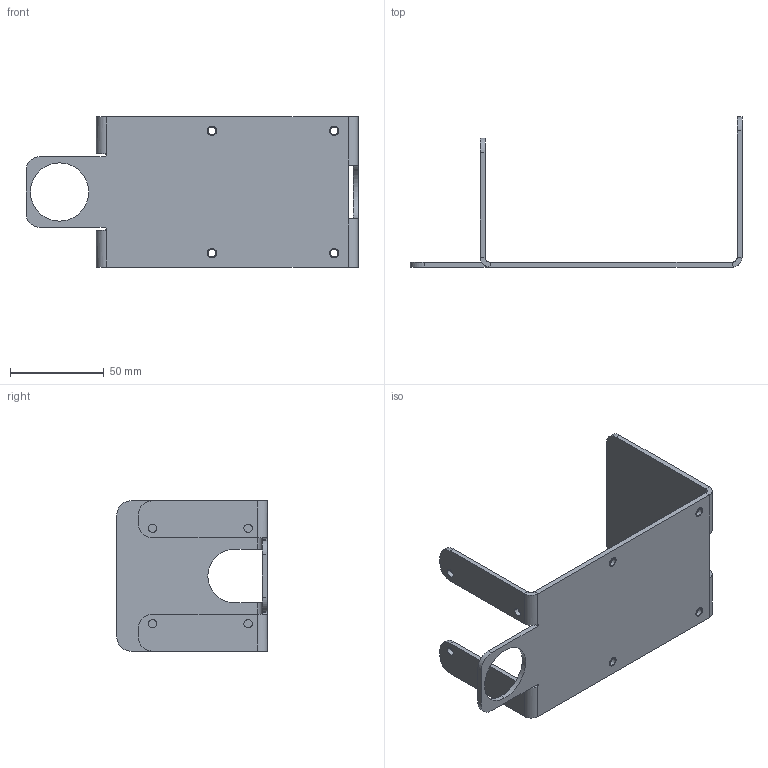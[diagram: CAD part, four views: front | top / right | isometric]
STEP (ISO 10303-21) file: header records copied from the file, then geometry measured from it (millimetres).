
FILE_DESCRIPTION((''),'2;1');
FILE_NAME('173400_ASM','2013-08-05T',('pdmadmin'),(''),'PRO/ENGINEER BY PARAMETRIC TECHNOLOGY CORPORATION, 2012300','PRO/ENGINEER BY PARAMETRIC TECHNOLOGY CORPORATION, 2012300','');
FILE_SCHEMA(('CONFIG_CONTROL_DESIGN'));
Length unit declared in the file: inch
Products named in the file (2): 162480; 173400_ASM
Assembly tree (1 placements, depth 2):
  173400_ASM
    162480
Bounding box: 176.63 x 80 x 80.01 mm (x, y, z)
Volume: 50207.2 mm3; surface area: 41988.7 mm2
Topology: 1 solids, 5 shells, 84 faces, 228 edges, 144 vertices
Faces by surface type: cylinder 47, plane 37
Entity records: 2776 total; most frequent: DIRECTION 496, CARTESIAN_POINT 481, ORIENTED_EDGE 440, EDGE_CURVE 228, AXIS2_PLACEMENT_3D 183, VERTEX_POINT 144, VECTOR 130, LINE 130
